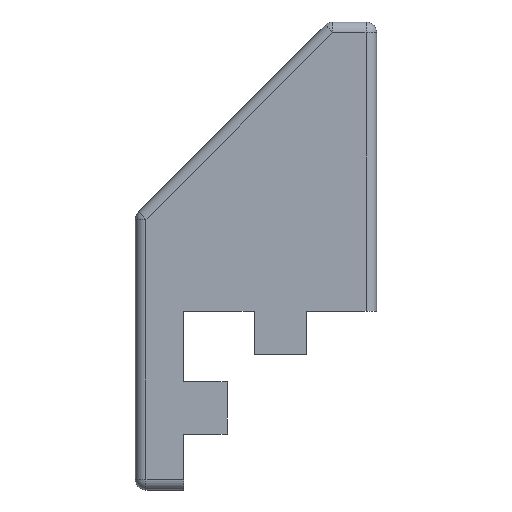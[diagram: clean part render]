
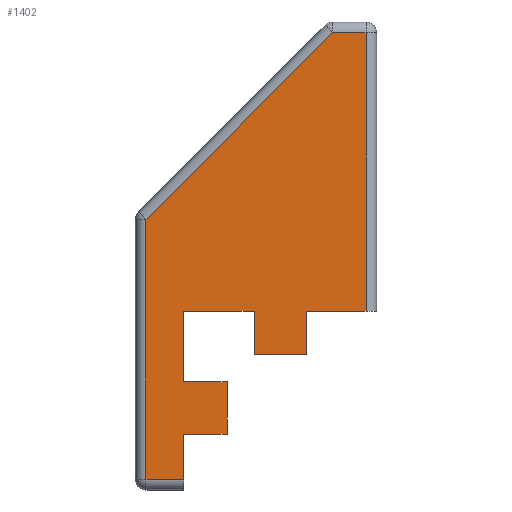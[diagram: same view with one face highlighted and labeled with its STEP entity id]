
A CAD part, left-side view. The second image highlights one B-rep face of the part: STEP entity #1402.
In plain terms, the highlighted planar face has unit normal (-1, 0, 0).
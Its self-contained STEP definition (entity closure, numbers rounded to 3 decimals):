
#5 = EDGE_CURVE ( 'NONE', #1918, #2247, #1736, .T. ) ;
#53 = DIRECTION ( 'NONE',  ( 0., 1., 0. ) ) ;
#78 = VERTEX_POINT ( 'NONE', #2175 ) ;
#90 = DIRECTION ( 'NONE',  ( 0., 0., -1. ) ) ;
#95 = VERTEX_POINT ( 'NONE', #1153 ) ;
#172 = EDGE_CURVE ( 'NONE', #2437, #584, #1227, .T. ) ;
#182 = LINE ( 'NONE', #1488, #789 ) ;
#204 = LINE ( 'NONE', #426, #1185 ) ;
#205 = VERTEX_POINT ( 'NONE', #1427 ) ;
#225 = LINE ( 'NONE', #2127, #1182 ) ;
#242 = LINE ( 'NONE', #2243, #1820 ) ;
#309 = EDGE_CURVE ( 'NONE', #584, #1619, #225, .T. ) ;
#405 = EDGE_CURVE ( 'NONE', #78, #1595, #242, .T. ) ;
#408 = VECTOR ( 'NONE', #2234, 1000. ) ;
#426 = CARTESIAN_POINT ( 'NONE',  ( 130., 10., -2.7 ) ) ;
#462 = CARTESIAN_POINT ( 'NONE',  ( 130., 10., 2.7 ) ) ;
#531 = ORIENTED_EDGE ( 'NONE', *, *, #5, .T. ) ;
#561 = ORIENTED_EDGE ( 'NONE', *, *, #648, .T. ) ;
#584 = VERTEX_POINT ( 'NONE', #2072 ) ;
#648 = EDGE_CURVE ( 'NONE', #931, #95, #1874, .T. ) ;
#662 = ORIENTED_EDGE ( 'NONE', *, *, #1582, .T. ) ;
#701 = CARTESIAN_POINT ( 'NONE',  ( 130., -2.7, 5.5 ) ) ;
#742 = ORIENTED_EDGE ( 'NONE', *, *, #1793, .T. ) ;
#746 = LINE ( 'NONE', #1147, #408 ) ;
#752 = VERTEX_POINT ( 'NONE', #2213 ) ;
#786 = EDGE_CURVE ( 'NONE', #1619, #1605, #204, .T. ) ;
#789 = VECTOR ( 'NONE', #872, 1000. ) ;
#797 = DIRECTION ( 'NONE',  ( 0., -1., 0. ) ) ;
#800 = LINE ( 'NONE', #1207, #1684 ) ;
#823 = VECTOR ( 'NONE', #53, 1000. ) ;
#831 = EDGE_CURVE ( 'NONE', #2358, #205, #1713, .T. ) ;
#840 = DIRECTION ( 'NONE',  ( 0., -1., 0. ) ) ;
#850 = CARTESIAN_POINT ( 'NONE',  ( 130., -8.9, 38.9 ) ) ;
#861 = EDGE_LOOP ( 'NONE', ( #1856, #1239, #2745, #1108, #1704, #1973, #1516, #1067, #531, #1611, #662, #561, #2706, #2339, #742 ) ) ;
#872 = DIRECTION ( 'NONE',  ( 0., 0., 1. ) ) ;
#873 = EDGE_CURVE ( 'NONE', #888, #752, #746, .T. ) ;
#888 = VERTEX_POINT ( 'NONE', #1405 ) ;
#900 = FACE_OUTER_BOUND ( 'NONE', #861, .T. ) ;
#931 = VERTEX_POINT ( 'NONE', #1145 ) ;
#938 = CARTESIAN_POINT ( 'NONE',  ( 130., 10., 2.7 ) ) ;
#969 = CARTESIAN_POINT ( 'NONE',  ( 130., 13.9, 19.544 ) ) ;
#1050 = VECTOR ( 'NONE', #90, 1000. ) ;
#1067 = ORIENTED_EDGE ( 'NONE', *, *, #1194, .T. ) ;
#1108 = ORIENTED_EDGE ( 'NONE', *, *, #2188, .T. ) ;
#1115 = EDGE_CURVE ( 'NONE', #95, #78, #2700, .T. ) ;
#1140 = DIRECTION ( 'NONE',  ( 0., -1., 0. ) ) ;
#1145 = CARTESIAN_POINT ( 'NONE',  ( 130., 10., 10. ) ) ;
#1147 = CARTESIAN_POINT ( 'NONE',  ( 130., -2.7, 10. ) ) ;
#1153 = CARTESIAN_POINT ( 'NONE',  ( 130., 2.7, 10. ) ) ;
#1182 = VECTOR ( 'NONE', #840, 1000. ) ;
#1185 = VECTOR ( 'NONE', #1728, 1000. ) ;
#1194 = EDGE_CURVE ( 'NONE', #1605, #1918, #2333, .T. ) ;
#1207 = CARTESIAN_POINT ( 'NONE',  ( 130., 16.722, 16.722 ) ) ;
#1219 = CARTESIAN_POINT ( 'NONE',  ( 130., 5.5, 2.7 ) ) ;
#1227 = LINE ( 'NONE', #1452, #2532 ) ;
#1239 = ORIENTED_EDGE ( 'NONE', *, *, #2639, .T. ) ;
#1368 = VECTOR ( 'NONE', #2383, 1000. ) ;
#1384 = CARTESIAN_POINT ( 'NONE',  ( 130., -2.7, 5.5 ) ) ;
#1402 = ADVANCED_FACE ( 'NONE', ( #900 ), #2513, .F. ) ;
#1405 = CARTESIAN_POINT ( 'NONE',  ( 130., -2.7, 10. ) ) ;
#1427 = CARTESIAN_POINT ( 'NONE',  ( 130., -5.456, 38.9 ) ) ;
#1452 = CARTESIAN_POINT ( 'NONE',  ( 130., 13.9, 0. ) ) ;
#1455 = DIRECTION ( 'NONE',  ( 0., 0., -1. ) ) ;
#1478 = VERTEX_POINT ( 'NONE', #462 ) ;
#1488 = CARTESIAN_POINT ( 'NONE',  ( 130., -8.9, 0. ) ) ;
#1502 = AXIS2_PLACEMENT_3D ( 'NONE', #2279, #2084, #1455 ) ;
#1516 = ORIENTED_EDGE ( 'NONE', *, *, #786, .T. ) ;
#1544 = LINE ( 'NONE', #1384, #1940 ) ;
#1557 = DIRECTION ( 'NONE',  ( 0., 0., 1. ) ) ;
#1582 = EDGE_CURVE ( 'NONE', #1478, #931, #1904, .T. ) ;
#1591 = LINE ( 'NONE', #938, #823 ) ;
#1595 = VERTEX_POINT ( 'NONE', #701 ) ;
#1605 = VERTEX_POINT ( 'NONE', #2427 ) ;
#1611 = ORIENTED_EDGE ( 'NONE', *, *, #1802, .T. ) ;
#1619 = VERTEX_POINT ( 'NONE', #2678 ) ;
#1684 = VECTOR ( 'NONE', #2062, 1000. ) ;
#1704 = ORIENTED_EDGE ( 'NONE', *, *, #172, .T. ) ;
#1713 = LINE ( 'NONE', #2165, #2769 ) ;
#1728 = DIRECTION ( 'NONE',  ( 0., 0., 1. ) ) ;
#1736 = LINE ( 'NONE', #1916, #1895 ) ;
#1768 = DIRECTION ( 'NONE',  ( 0., 0., 1. ) ) ;
#1793 = EDGE_CURVE ( 'NONE', #1595, #888, #1544, .T. ) ;
#1802 = EDGE_CURVE ( 'NONE', #2247, #1478, #1591, .T. ) ;
#1820 = VECTOR ( 'NONE', #1140, 1000. ) ;
#1856 = ORIENTED_EDGE ( 'NONE', *, *, #873, .T. ) ;
#1859 = DIRECTION ( 'NONE',  ( 0., 0., -1. ) ) ;
#1874 = LINE ( 'NONE', #2746, #1898 ) ;
#1895 = VECTOR ( 'NONE', #1557, 1000. ) ;
#1898 = VECTOR ( 'NONE', #797, 1000. ) ;
#1904 = LINE ( 'NONE', #2415, #1368 ) ;
#1916 = CARTESIAN_POINT ( 'NONE',  ( 130., 5.5, -2.7 ) ) ;
#1918 = VERTEX_POINT ( 'NONE', #2334 ) ;
#1940 = VECTOR ( 'NONE', #1768, 1000. ) ;
#1973 = ORIENTED_EDGE ( 'NONE', *, *, #309, .T. ) ;
#2053 = CARTESIAN_POINT ( 'NONE',  ( 130., 2.7, 5.5 ) ) ;
#2062 = DIRECTION ( 'NONE',  ( 0., 0.707, -0.707 ) ) ;
#2072 = CARTESIAN_POINT ( 'NONE',  ( 130., 13.9, -7.4 ) ) ;
#2084 = DIRECTION ( 'NONE',  ( 1., 0., 0. ) ) ;
#2120 = CARTESIAN_POINT ( 'NONE',  ( 130., 10., -2.7 ) ) ;
#2127 = CARTESIAN_POINT ( 'NONE',  ( 130., 0., -7.4 ) ) ;
#2165 = CARTESIAN_POINT ( 'NONE',  ( 130., 0., 38.9 ) ) ;
#2175 = CARTESIAN_POINT ( 'NONE',  ( 130., 2.7, 5.5 ) ) ;
#2188 = EDGE_CURVE ( 'NONE', #205, #2437, #800, .T. ) ;
#2213 = CARTESIAN_POINT ( 'NONE',  ( 130., -8.9, 10. ) ) ;
#2234 = DIRECTION ( 'NONE',  ( 0., -1., 0. ) ) ;
#2243 = CARTESIAN_POINT ( 'NONE',  ( 130., 2.7, 5.5 ) ) ;
#2247 = VERTEX_POINT ( 'NONE', #1219 ) ;
#2279 = CARTESIAN_POINT ( 'NONE',  ( 130., 0., 0. ) ) ;
#2318 = DIRECTION ( 'NONE',  ( 0., 1., 0. ) ) ;
#2333 = LINE ( 'NONE', #2120, #2770 ) ;
#2334 = CARTESIAN_POINT ( 'NONE',  ( 130., 5.5, -2.7 ) ) ;
#2339 = ORIENTED_EDGE ( 'NONE', *, *, #405, .T. ) ;
#2358 = VERTEX_POINT ( 'NONE', #850 ) ;
#2383 = DIRECTION ( 'NONE',  ( 0., 0., 1. ) ) ;
#2415 = CARTESIAN_POINT ( 'NONE',  ( 130., 10., 2.7 ) ) ;
#2427 = CARTESIAN_POINT ( 'NONE',  ( 130., 10., -2.7 ) ) ;
#2437 = VERTEX_POINT ( 'NONE', #969 ) ;
#2513 = PLANE ( 'NONE',  #1502 ) ;
#2532 = VECTOR ( 'NONE', #1859, 1000. ) ;
#2639 = EDGE_CURVE ( 'NONE', #752, #2358, #182, .T. ) ;
#2678 = CARTESIAN_POINT ( 'NONE',  ( 130., 10., -7.4 ) ) ;
#2700 = LINE ( 'NONE', #2053, #1050 ) ;
#2706 = ORIENTED_EDGE ( 'NONE', *, *, #1115, .T. ) ;
#2745 = ORIENTED_EDGE ( 'NONE', *, *, #831, .T. ) ;
#2746 = CARTESIAN_POINT ( 'NONE',  ( 130., 10., 10. ) ) ;
#2769 = VECTOR ( 'NONE', #2318, 1000. ) ;
#2770 = VECTOR ( 'NONE', #2776, 1000. ) ;
#2776 = DIRECTION ( 'NONE',  ( 0., -1., 0. ) ) ;
